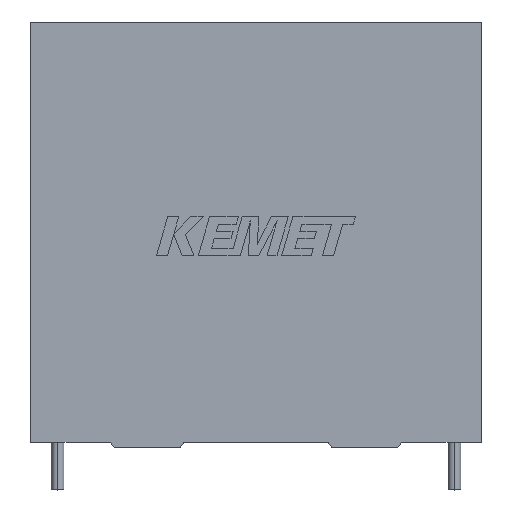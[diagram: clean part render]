
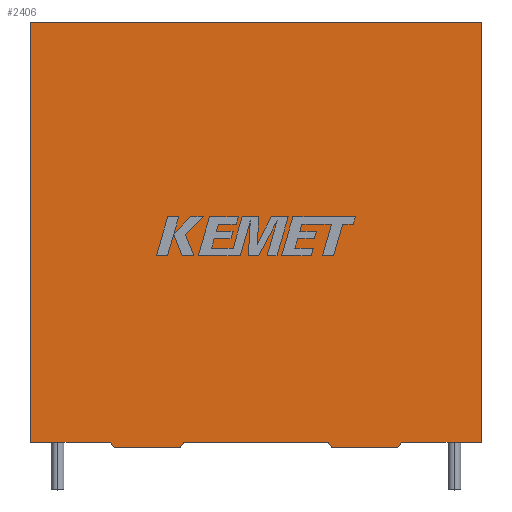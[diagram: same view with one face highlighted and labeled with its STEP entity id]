
A CAD part, top view. The second image highlights one B-rep face of the part: STEP entity #2406.
In plain terms, the highlighted planar face has unit normal (0, 0, 1).
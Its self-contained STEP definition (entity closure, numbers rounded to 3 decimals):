
#19 = CARTESIAN_POINT ( 'NONE',  ( 0., 39.7, 20.4 ) ) ;
#32 = VECTOR ( 'NONE', #3028, 1000. ) ;
#74 = VECTOR ( 'NONE', #147, 1000. ) ;
#87 = ORIENTED_EDGE ( 'NONE', *, *, #1394, .T. ) ;
#107 = LINE ( 'NONE', #2958, #74 ) ;
#112 = DIRECTION ( 'NONE',  ( 0.573, 0.819, 0. ) ) ;
#145 = CARTESIAN_POINT ( 'NONE',  ( 7.55, 0., 20.4 ) ) ;
#147 = DIRECTION ( 'NONE',  ( 1., 0., 0. ) ) ;
#190 = ORIENTED_EDGE ( 'NONE', *, *, #703, .T. ) ;
#230 = VECTOR ( 'NONE', #3337, 1000. ) ;
#285 = CARTESIAN_POINT ( 'NONE',  ( 14.491, 0., 20.4 ) ) ;
#362 = VECTOR ( 'NONE', #3035, 1000. ) ;
#372 = VERTEX_POINT ( 'NONE', #2130 ) ;
#402 = PLANE ( 'NONE',  #1768 ) ;
#427 = DIRECTION ( 'NONE',  ( 0., 1., 0. ) ) ;
#459 = VERTEX_POINT ( 'NONE', #145 ) ;
#504 = LINE ( 'NONE', #1570, #2807 ) ;
#667 = DIRECTION ( 'NONE',  ( 0.573, -0.819, 0. ) ) ;
#696 = EDGE_CURVE ( 'NONE', #2964, #1210, #2311, .T. ) ;
#699 = VECTOR ( 'NONE', #112, 1000. ) ;
#703 = EDGE_CURVE ( 'NONE', #1907, #459, #2629, .T. ) ;
#718 = CARTESIAN_POINT ( 'NONE',  ( 35.05, 0., 20.4 ) ) ;
#770 = DIRECTION ( 'NONE',  ( 0., -1., 0. ) ) ;
#834 = CARTESIAN_POINT ( 'NONE',  ( 42.6, 39.7, 20.4 ) ) ;
#859 = VECTOR ( 'NONE', #1203, 1000. ) ;
#897 = FACE_OUTER_BOUND ( 'NONE', #1712, .T. ) ;
#937 = LINE ( 'NONE', #1188, #2762 ) ;
#952 = CARTESIAN_POINT ( 'NONE',  ( 34.7, -0.5, 20.4 ) ) ;
#958 = CARTESIAN_POINT ( 'NONE',  ( 0., 0., 20.4 ) ) ;
#996 = ORIENTED_EDGE ( 'NONE', *, *, #1557, .T. ) ;
#999 = ORIENTED_EDGE ( 'NONE', *, *, #696, .F. ) ;
#1011 = CARTESIAN_POINT ( 'NONE',  ( 0., 0., 20.4 ) ) ;
#1013 = DIRECTION ( 'NONE',  ( 1., 0., 0. ) ) ;
#1125 = ORIENTED_EDGE ( 'NONE', *, *, #1415, .T. ) ;
#1188 = CARTESIAN_POINT ( 'NONE',  ( 42.6, 0., 20.4 ) ) ;
#1203 = DIRECTION ( 'NONE',  ( -1., 0., 0. ) ) ;
#1210 = VERTEX_POINT ( 'NONE', #1493 ) ;
#1217 = EDGE_CURVE ( 'NONE', #2357, #1756, #2152, .T. ) ;
#1244 = CARTESIAN_POINT ( 'NONE',  ( 7.9, -0.5, 20.4 ) ) ;
#1314 = VERTEX_POINT ( 'NONE', #1886 ) ;
#1382 = LINE ( 'NONE', #958, #32 ) ;
#1394 = EDGE_CURVE ( 'NONE', #459, #2357, #1563, .T. ) ;
#1415 = EDGE_CURVE ( 'NONE', #2051, #372, #1382, .T. ) ;
#1417 = DIRECTION ( 'NONE',  ( -1., 0., 0. ) ) ;
#1442 = CARTESIAN_POINT ( 'NONE',  ( 0., 0., 20.4 ) ) ;
#1493 = CARTESIAN_POINT ( 'NONE',  ( 34.7, -0.5, 20.4 ) ) ;
#1552 = LINE ( 'NONE', #952, #859 ) ;
#1557 = EDGE_CURVE ( 'NONE', #1629, #1314, #2764, .T. ) ;
#1563 = LINE ( 'NONE', #2239, #3215 ) ;
#1570 = CARTESIAN_POINT ( 'NONE',  ( 0., 0., 20.4 ) ) ;
#1590 = ORIENTED_EDGE ( 'NONE', *, *, #2501, .F. ) ;
#1629 = VERTEX_POINT ( 'NONE', #834 ) ;
#1704 = ORIENTED_EDGE ( 'NONE', *, *, #2252, .T. ) ;
#1712 = EDGE_LOOP ( 'NONE', ( #2073, #190, #87, #2445, #1704, #1125, #1590, #3246, #999, #2896, #2991, #996 ) ) ;
#1723 = DIRECTION ( 'NONE',  ( -0.573, 0.819, 0. ) ) ;
#1756 = VERTEX_POINT ( 'NONE', #2177 ) ;
#1761 = LINE ( 'NONE', #1941, #699 ) ;
#1768 = AXIS2_PLACEMENT_3D ( 'NONE', #2737, #2757, #1417 ) ;
#1875 = DIRECTION ( 'NONE',  ( -1., 0., 0. ) ) ;
#1886 = CARTESIAN_POINT ( 'NONE',  ( 0., 39.7, 20.4 ) ) ;
#1902 = EDGE_CURVE ( 'NONE', #2964, #3245, #107, .T. ) ;
#1907 = VERTEX_POINT ( 'NONE', #1442 ) ;
#1941 = CARTESIAN_POINT ( 'NONE',  ( 14.141, -0.5, 20.4 ) ) ;
#2027 = EDGE_CURVE ( 'NONE', #1314, #1907, #504, .T. ) ;
#2051 = VERTEX_POINT ( 'NONE', #285 ) ;
#2073 = ORIENTED_EDGE ( 'NONE', *, *, #2027, .T. ) ;
#2084 = CARTESIAN_POINT ( 'NONE',  ( 42.6, 0., 20.4 ) ) ;
#2130 = CARTESIAN_POINT ( 'NONE',  ( 28.109, 0., 20.4 ) ) ;
#2152 = LINE ( 'NONE', #1244, #2662 ) ;
#2177 = CARTESIAN_POINT ( 'NONE',  ( 14.141, -0.5, 20.4 ) ) ;
#2183 = VECTOR ( 'NONE', #1723, 1000. ) ;
#2239 = CARTESIAN_POINT ( 'NONE',  ( 7.55, 0., 20.4 ) ) ;
#2252 = EDGE_CURVE ( 'NONE', #1756, #2051, #1761, .T. ) ;
#2257 = LINE ( 'NONE', #3265, #2183 ) ;
#2311 = LINE ( 'NONE', #718, #362 ) ;
#2357 = VERTEX_POINT ( 'NONE', #3179 ) ;
#2406 = ADVANCED_FACE ( 'NONE', ( #897 ), #402, .F. ) ;
#2445 = ORIENTED_EDGE ( 'NONE', *, *, #1217, .T. ) ;
#2501 = EDGE_CURVE ( 'NONE', #3068, #372, #2257, .T. ) ;
#2512 = EDGE_CURVE ( 'NONE', #3245, #1629, #937, .T. ) ;
#2629 = LINE ( 'NONE', #1011, #230 ) ;
#2660 = VECTOR ( 'NONE', #1875, 1000. ) ;
#2662 = VECTOR ( 'NONE', #1013, 1000. ) ;
#2737 = CARTESIAN_POINT ( 'NONE',  ( 0., 0., 20.4 ) ) ;
#2757 = DIRECTION ( 'NONE',  ( 0., 0., -1. ) ) ;
#2762 = VECTOR ( 'NONE', #427, 1000. ) ;
#2764 = LINE ( 'NONE', #19, #2660 ) ;
#2807 = VECTOR ( 'NONE', #770, 1000. ) ;
#2896 = ORIENTED_EDGE ( 'NONE', *, *, #1902, .T. ) ;
#2911 = EDGE_CURVE ( 'NONE', #1210, #3068, #1552, .T. ) ;
#2958 = CARTESIAN_POINT ( 'NONE',  ( 0., 0., 20.4 ) ) ;
#2964 = VERTEX_POINT ( 'NONE', #3077 ) ;
#2991 = ORIENTED_EDGE ( 'NONE', *, *, #2512, .T. ) ;
#3028 = DIRECTION ( 'NONE',  ( 1., 0., 0. ) ) ;
#3035 = DIRECTION ( 'NONE',  ( -0.573, -0.819, 0. ) ) ;
#3068 = VERTEX_POINT ( 'NONE', #3231 ) ;
#3077 = CARTESIAN_POINT ( 'NONE',  ( 35.05, 0., 20.4 ) ) ;
#3179 = CARTESIAN_POINT ( 'NONE',  ( 7.9, -0.5, 20.4 ) ) ;
#3215 = VECTOR ( 'NONE', #667, 1000. ) ;
#3231 = CARTESIAN_POINT ( 'NONE',  ( 28.459, -0.5, 20.4 ) ) ;
#3245 = VERTEX_POINT ( 'NONE', #2084 ) ;
#3246 = ORIENTED_EDGE ( 'NONE', *, *, #2911, .F. ) ;
#3265 = CARTESIAN_POINT ( 'NONE',  ( 28.459, -0.5, 20.4 ) ) ;
#3337 = DIRECTION ( 'NONE',  ( 1., 0., 0. ) ) ;
